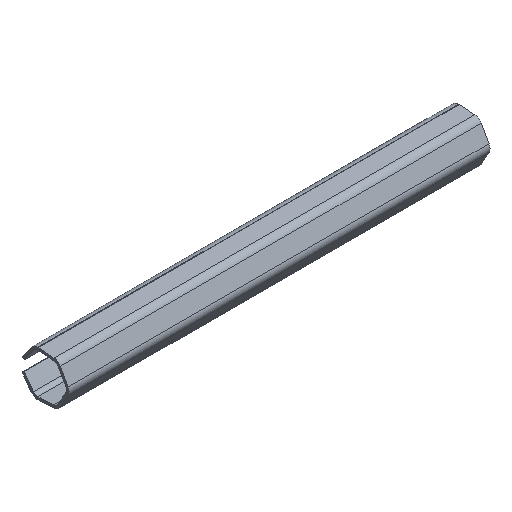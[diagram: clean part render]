
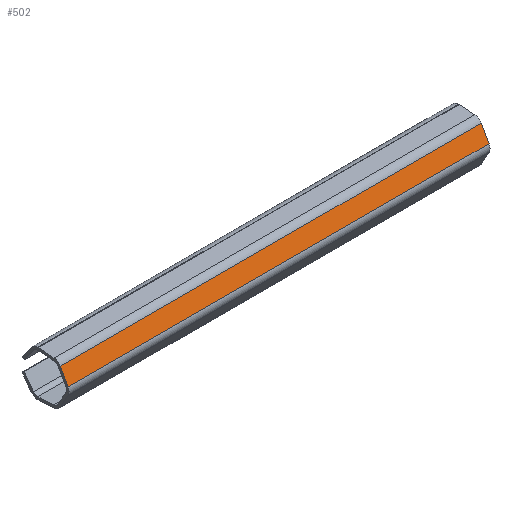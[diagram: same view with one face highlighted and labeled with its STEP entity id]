
A CAD part, isometric view. The second image highlights one B-rep face of the part: STEP entity #502.
In plain terms, the highlighted planar face has unit normal (0, -0.876, 0.483).
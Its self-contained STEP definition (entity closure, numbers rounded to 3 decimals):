
#8 = DIRECTION ( 'NONE',  ( 0., -0.483, -0.876 ) ) ;
#9 = LINE ( 'NONE', #913, #415 ) ;
#11 = CARTESIAN_POINT ( 'NONE',  ( 325., -34.643, 5.794 ) ) ;
#20 = LINE ( 'NONE', #81, #399 ) ;
#30 = CARTESIAN_POINT ( 'NONE',  ( 325., -22.74, 27.381 ) ) ;
#71 = ORIENTED_EDGE ( 'NONE', *, *, #956, .T. ) ;
#81 = CARTESIAN_POINT ( 'NONE',  ( -325., -34.643, 5.794 ) ) ;
#83 = AXIS2_PLACEMENT_3D ( 'NONE', #179, #861, #405 ) ;
#179 = CARTESIAN_POINT ( 'NONE',  ( 325., -34.643, 5.794 ) ) ;
#238 = ORIENTED_EDGE ( 'NONE', *, *, #368, .F. ) ;
#262 = VERTEX_POINT ( 'NONE', #529 ) ;
#285 = EDGE_CURVE ( 'NONE', #832, #326, #9, .T. ) ;
#326 = VERTEX_POINT ( 'NONE', #919 ) ;
#347 = LINE ( 'NONE', #11, #903 ) ;
#352 = ORIENTED_EDGE ( 'NONE', *, *, #285, .F. ) ;
#368 = EDGE_CURVE ( 'NONE', #885, #832, #347, .T. ) ;
#391 = DIRECTION ( 'NONE',  ( 0., -0.483, -0.876 ) ) ;
#399 = VECTOR ( 'NONE', #8, 1000. ) ;
#401 = FACE_OUTER_BOUND ( 'NONE', #579, .T. ) ;
#405 = DIRECTION ( 'NONE',  ( 0., 0.483, 0.876 ) ) ;
#407 = CARTESIAN_POINT ( 'NONE',  ( 325., -34.643, 5.794 ) ) ;
#415 = VECTOR ( 'NONE', #454, 1000. ) ;
#446 = ORIENTED_EDGE ( 'NONE', *, *, #558, .T. ) ;
#454 = DIRECTION ( 'NONE',  ( -1., 0., 0. ) ) ;
#502 = ADVANCED_FACE ( 'NONE', ( #401 ), #632, .F. ) ;
#529 = CARTESIAN_POINT ( 'NONE',  ( -325., -22.74, 27.381 ) ) ;
#534 = VECTOR ( 'NONE', #948, 1000. ) ;
#558 = EDGE_CURVE ( 'NONE', #885, #262, #759, .T. ) ;
#579 = EDGE_LOOP ( 'NONE', ( #71, #352, #238, #446 ) ) ;
#632 = PLANE ( 'NONE',  #83 ) ;
#759 = LINE ( 'NONE', #30, #534 ) ;
#832 = VERTEX_POINT ( 'NONE', #407 ) ;
#860 = CARTESIAN_POINT ( 'NONE',  ( 325., -22.74, 27.381 ) ) ;
#861 = DIRECTION ( 'NONE',  ( 0., 0.876, -0.483 ) ) ;
#885 = VERTEX_POINT ( 'NONE', #860 ) ;
#903 = VECTOR ( 'NONE', #391, 1000. ) ;
#913 = CARTESIAN_POINT ( 'NONE',  ( 325., -34.643, 5.794 ) ) ;
#919 = CARTESIAN_POINT ( 'NONE',  ( -325., -34.643, 5.794 ) ) ;
#948 = DIRECTION ( 'NONE',  ( -1., 0., 0. ) ) ;
#956 = EDGE_CURVE ( 'NONE', #262, #326, #20, .T. ) ;
